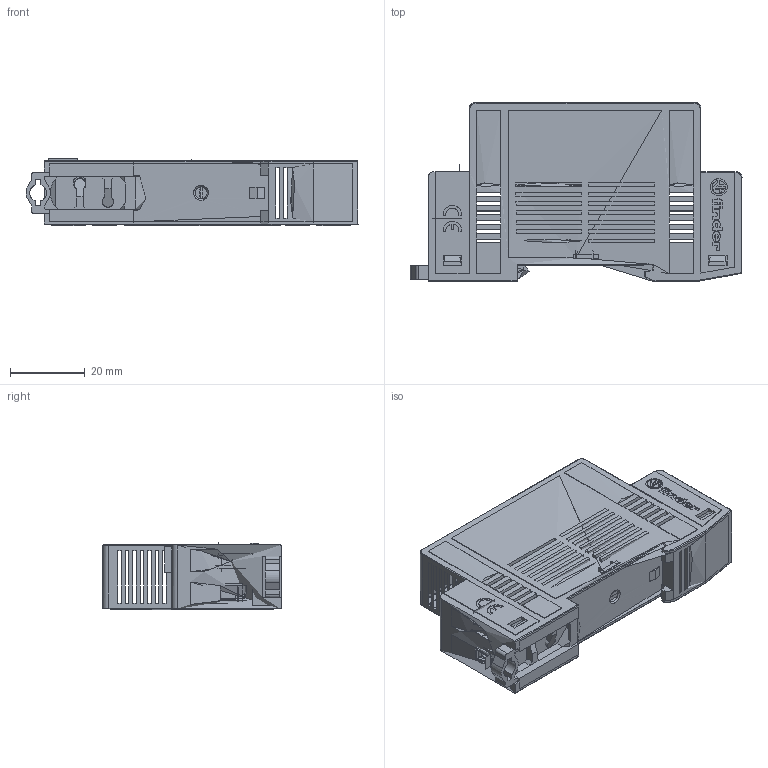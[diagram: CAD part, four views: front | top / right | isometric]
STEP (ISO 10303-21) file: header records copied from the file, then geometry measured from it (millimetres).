
FILE_DESCRIPTION (( 'STEP AP203' ), '1' );
FILE_NAME ('119-9436.STEP', '2024-12-05T17:16:37', ( '' ), ( '' ), 'SwSTEP 2.0', 'SolidWorks 2022', '' );
FILE_SCHEMA (( 'CONFIG_CONTROL_DESIGN' ));
Length unit declared in the file: millimetre
Products named in the file (1): 119-9436
Bounding box: 88.85 x 47.8 x 18.08 mm (x, y, z)
Surface area: 17040.6 mm2 (no closed solid volume)
Topology: 0 solids, 44 shells, 1080 faces, 3164 edges, 2091 vertices
Faces by surface type: bspline 1080
Entity records: 36722 total; most frequent: CARTESIAN_POINT 18651, ORIENTED_EDGE 5500, EDGE_CURVE 3107, B_SPLINE_CURVE_WITH_KNOTS 2966, VERTEX_POINT 2024, EDGE_LOOP 1185, ADVANCED_FACE 1066, FACE_OUTER_BOUND 1062
